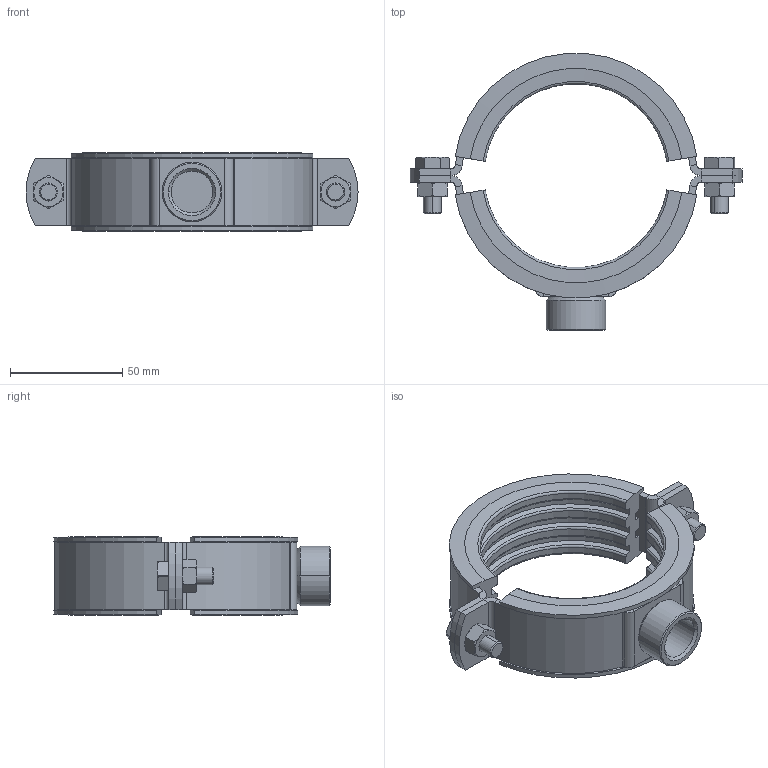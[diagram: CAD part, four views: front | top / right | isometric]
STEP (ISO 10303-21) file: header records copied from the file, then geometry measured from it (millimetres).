
FILE_DESCRIPTION (( 'STEP AP203' ), '1' );
FILE_NAME ('51.855.STEP', '2019-11-21T16:26:33', ( '' ), ( '' ), 'SwSTEP 2.0', 'SolidWorks 2019', '' );
FILE_SCHEMA (( 'CONFIG_CONTROL_DESIGN' ));
Length unit declared in the file: millimetre
Products named in the file (8): 1000003389_06 - Gr. 82-85 - H-17112.006; 1000003451_05 Gr. 82-85 H-17115.005; 1000003484; 1000003486; 1000003418_06 - Gr. 82-85 - H-17113.006; 51.855; 1000003262; 1000003426_06 - Gr. 82-85 - H-17114.606
Assembly tree (10 placements, depth 3):
  51.855
    1000003426_06 - Gr. 82-85 - H-17114.606
      1000003418_06 - Gr. 82-85 - H-17113.006
      1000003262
    1000003389_06 - Gr. 82-85 - H-17112.006
    1000003451_05 Gr. 82-85 H-17115.005  x2
    1000003484  x2
    1000003486  x2
Bounding box: 148 x 123.41 x 35 mm (x, y, z)
Volume: 122551 mm3; surface area: 66547.1 mm2
Topology: 9 solids, 9 shells, 294 faces, 690 edges, 416 vertices
Faces by surface type: plane 98, cylinder 90, cone 90, torus 16
Entity records: 6443 total; most frequent: CARTESIAN_POINT 1093, DIRECTION 1009, ORIENTED_EDGE 878, EDGE_CURVE 439, AXIS2_PLACEMENT_3D 400, VERTEX_POINT 260, LINE 209, VECTOR 209
